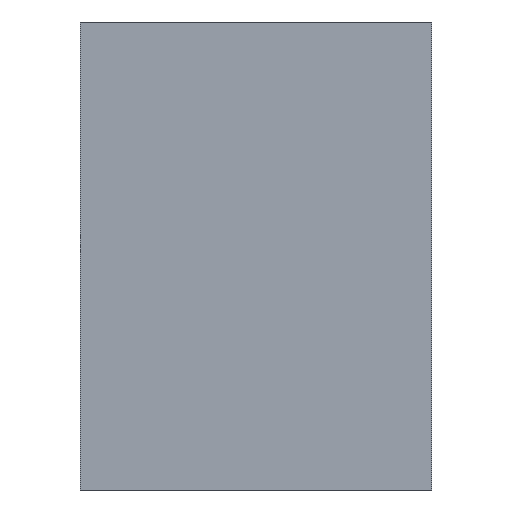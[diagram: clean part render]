
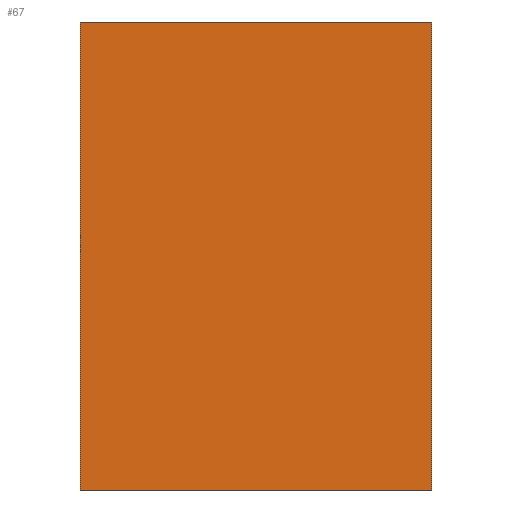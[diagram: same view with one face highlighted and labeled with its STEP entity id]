
A CAD part, front view. The second image highlights one B-rep face of the part: STEP entity #67.
In plain terms, the highlighted planar face has unit normal (0, -1, 0).
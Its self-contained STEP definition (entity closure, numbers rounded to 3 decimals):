
#13 = CARTESIAN_POINT ( 'NONE',  ( 15., 0., 20. ) ) ;
#21 = CARTESIAN_POINT ( 'NONE',  ( 0., 0., 20. ) ) ;
#26 = CARTESIAN_POINT ( 'NONE',  ( 0., 0., 0. ) ) ;
#29 = LINE ( 'NONE', #75, #164 ) ;
#34 = LINE ( 'NONE', #21, #217 ) ;
#47 = DIRECTION ( 'NONE',  ( 0., 1., 0. ) ) ;
#49 = DIRECTION ( 'NONE',  ( 0., 0., -1. ) ) ;
#57 = ORIENTED_EDGE ( 'NONE', *, *, #81, .T. ) ;
#65 = DIRECTION ( 'NONE',  ( 1., 0., 0. ) ) ;
#67 = ADVANCED_FACE ( 'NONE', ( #97 ), #89, .F. ) ;
#75 = CARTESIAN_POINT ( 'NONE',  ( 15., 0., 0. ) ) ;
#77 = VECTOR ( 'NONE', #196, 1000. ) ;
#81 = EDGE_CURVE ( 'NONE', #147, #199, #121, .T. ) ;
#82 = CARTESIAN_POINT ( 'NONE',  ( 0., 0., 0. ) ) ;
#88 = ORIENTED_EDGE ( 'NONE', *, *, #117, .T. ) ;
#89 = PLANE ( 'NONE',  #154 ) ;
#91 = ORIENTED_EDGE ( 'NONE', *, *, #194, .T. ) ;
#97 = FACE_OUTER_BOUND ( 'NONE', #225, .T. ) ;
#99 = VECTOR ( 'NONE', #49, 1000. ) ;
#104 = CARTESIAN_POINT ( 'NONE',  ( 0., 0., 0. ) ) ;
#106 = LINE ( 'NONE', #193, #99 ) ;
#107 = ORIENTED_EDGE ( 'NONE', *, *, #157, .T. ) ;
#117 = EDGE_CURVE ( 'NONE', #181, #147, #106, .T. ) ;
#121 = LINE ( 'NONE', #104, #77 ) ;
#122 = DIRECTION ( 'NONE',  ( -1., 0., 0. ) ) ;
#147 = VERTEX_POINT ( 'NONE', #82 ) ;
#154 = AXIS2_PLACEMENT_3D ( 'NONE', #26, #47, #65 ) ;
#157 = EDGE_CURVE ( 'NONE', #163, #181, #34, .T. ) ;
#163 = VERTEX_POINT ( 'NONE', #13 ) ;
#164 = VECTOR ( 'NONE', #207, 1000. ) ;
#166 = CARTESIAN_POINT ( 'NONE',  ( 15., 0., 0. ) ) ;
#181 = VERTEX_POINT ( 'NONE', #188 ) ;
#188 = CARTESIAN_POINT ( 'NONE',  ( 0., 0., 20. ) ) ;
#193 = CARTESIAN_POINT ( 'NONE',  ( 0., 0., 0. ) ) ;
#194 = EDGE_CURVE ( 'NONE', #199, #163, #29, .T. ) ;
#196 = DIRECTION ( 'NONE',  ( 1., 0., 0. ) ) ;
#199 = VERTEX_POINT ( 'NONE', #166 ) ;
#207 = DIRECTION ( 'NONE',  ( 0., 0., 1. ) ) ;
#217 = VECTOR ( 'NONE', #122, 1000. ) ;
#225 = EDGE_LOOP ( 'NONE', ( #57, #91, #107, #88 ) ) ;
